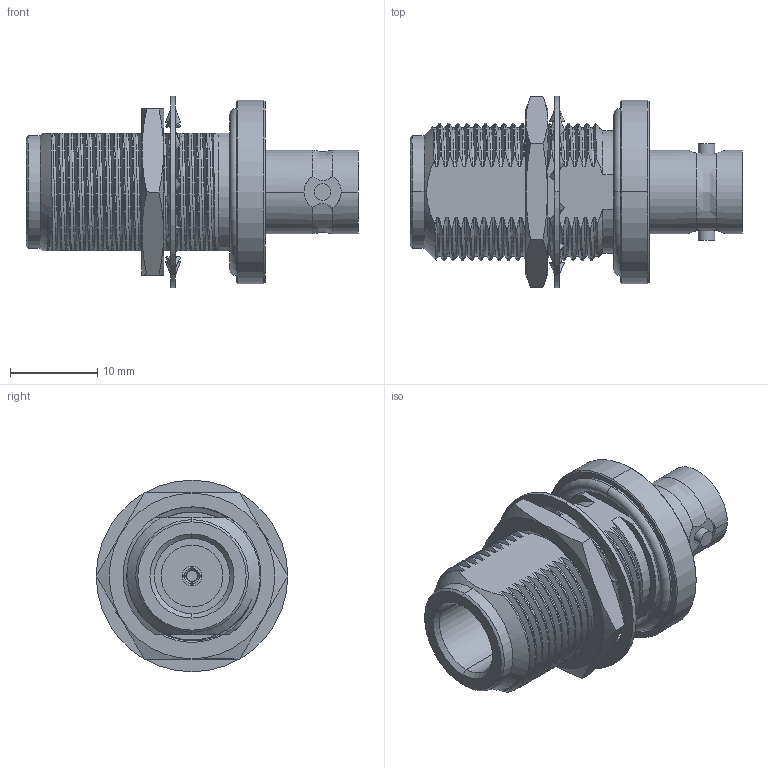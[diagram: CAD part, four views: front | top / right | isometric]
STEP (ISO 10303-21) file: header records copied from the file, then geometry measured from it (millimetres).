
FILE_DESCRIPTION (( 'STEP AP214' ), '1' );
FILE_NAME ('FMAD10096_3D.step', '2025-02-24T20:25:57', ( '' ), ( '' ), 'SwSTEP 2.0', 'SolidWorks 2022', '' );
FILE_SCHEMA (( 'AUTOMOTIVE_DESIGN' ));
Length unit declared in the file: inch
Products named in the file (1): FMAD10096_3D
Bounding box: 38.1 x 22 x 21.99 mm (x, y, z)
Volume: 5361.3 mm3; surface area: 4810.3 mm2
Topology: 4 solids, 4 shells, 371 faces, 1077 edges, 723 vertices
Faces by surface type: bspline 157, cylinder 108, plane 69, cone 33, torus 4
Entity records: 91625 total; most frequent: CARTESIAN_POINT 83643, ORIENTED_EDGE 2154, EDGE_CURVE 1077, DIRECTION 1058, VERTEX_POINT 723, AXIS2_PLACEMENT_3D 402, B_SPLINE_CURVE_WITH_KNOTS 387, EDGE_LOOP 386
